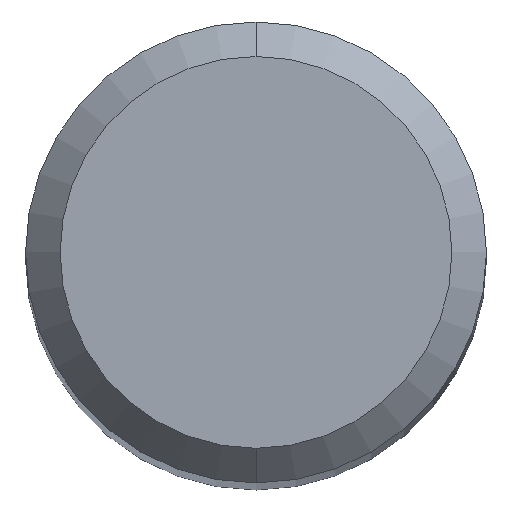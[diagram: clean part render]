
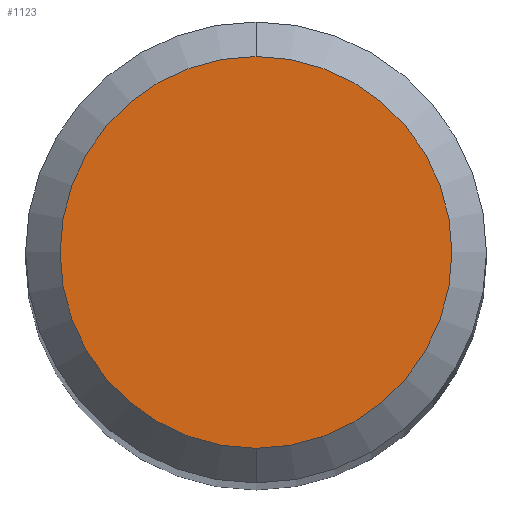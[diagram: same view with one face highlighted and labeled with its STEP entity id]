
A CAD part, top view. The second image highlights one B-rep face of the part: STEP entity #1123.
In plain terms, the highlighted planar face has unit normal (0, 0, 1).
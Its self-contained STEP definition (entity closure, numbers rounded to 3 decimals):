
#459=VERTEX_POINT('',#1265);
#543=EDGE_CURVE('',#459,#877,#1357,.T.);
#763=EDGE_CURVE('',#877,#459,#1591,.T.);
#877=VERTEX_POINT('',#1715);
#1123=ADVANCED_FACE('',(#1988),#1989,.T.);
#1265=CARTESIAN_POINT('',(0.,-1.7,0.0));
#1357=CIRCLE('',#2568,1.7);
#1591=CIRCLE('',#3341,1.7);
#1715=CARTESIAN_POINT('',(0.0,1.7,0.0));
#1988=FACE_OUTER_BOUND('',#5151,.T.);
#1989=PLANE('',#5152);
#2568=AXIS2_PLACEMENT_3D('',#5561,#5562,#5563);
#3341=AXIS2_PLACEMENT_3D('',#5780,#5781,#5782);
#5151=EDGE_LOOP('',(#6267,#6268));
#5152=AXIS2_PLACEMENT_3D('',#6269,#6270,#6271);
#5561=CARTESIAN_POINT('',(0.0,0.0,0.0));
#5562=DIRECTION('',(0.0,0.0,-1.0));
#5563=DIRECTION('',(0.0,1.0,0.0));
#5780=CARTESIAN_POINT('',(0.0,0.0,0.0));
#5781=DIRECTION('',(0.0,0.0,-1.0));
#5782=DIRECTION('',(0.0,1.0,0.0));
#6267=ORIENTED_EDGE('',*,*,#763,.F.);
#6268=ORIENTED_EDGE('',*,*,#543,.F.);
#6269=CARTESIAN_POINT('',(0.0,0.85,0.0));
#6270=DIRECTION('',(-0.0,0.0,1.0));
#6271=DIRECTION('',(0.0,-1.0,0.0));
